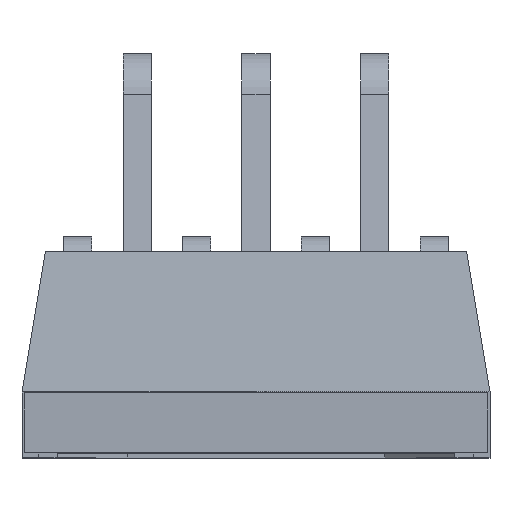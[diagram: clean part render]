
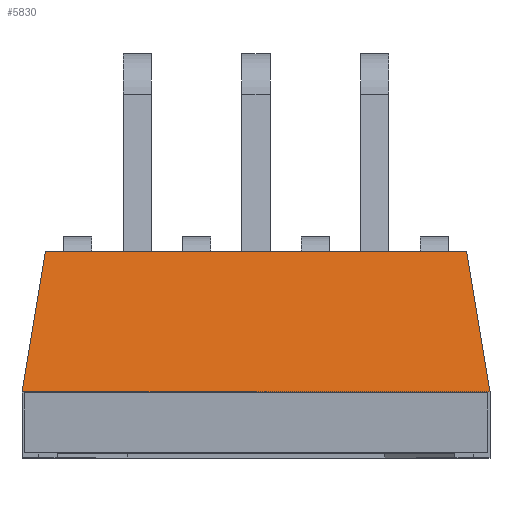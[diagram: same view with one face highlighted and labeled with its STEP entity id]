
A CAD part, top view. The second image highlights one B-rep face of the part: STEP entity #5830.
In plain terms, the highlighted planar face has unit normal (0, 0.164, 0.986).
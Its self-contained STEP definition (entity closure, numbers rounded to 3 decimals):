
#71 = ORIENTED_EDGE ( 'NONE', *, *, #96, .T. ) ;
#96 = EDGE_CURVE ( 'NONE', #2264, #919, #5831, .T. ) ;
#365 = DIRECTION ( 'NONE',  ( 1., 0., 0. ) ) ;
#416 = DIRECTION ( 'NONE',  ( 1., 0., 0. ) ) ;
#919 = VERTEX_POINT ( 'NONE', #8851 ) ;
#1466 = VECTOR ( 'NONE', #9693, 1000. ) ;
#1629 = ORIENTED_EDGE ( 'NONE', *, *, #7189, .F. ) ;
#1688 = DIRECTION ( 'NONE',  ( -0.162, -0.973, 0.162 ) ) ;
#2264 = VERTEX_POINT ( 'NONE', #2929 ) ;
#2454 = CARTESIAN_POINT ( 'NONE',  ( -5., 1.3, 6.55 ) ) ;
#2484 = CARTESIAN_POINT ( 'NONE',  ( -4.5, 4.3, 6.05 ) ) ;
#2502 = EDGE_LOOP ( 'NONE', ( #9019, #1629, #71, #5899 ) ) ;
#2680 = CARTESIAN_POINT ( 'NONE',  ( 5., 1.3, 6.55 ) ) ;
#2929 = CARTESIAN_POINT ( 'NONE',  ( -4.5, 4.3, 6.05 ) ) ;
#3361 = FACE_OUTER_BOUND ( 'NONE', #2502, .T. ) ;
#3401 = LINE ( 'NONE', #6445, #7526 ) ;
#3455 = LINE ( 'NONE', #7036, #8954 ) ;
#4052 = DIRECTION ( 'NONE',  ( 1., 0., 0. ) ) ;
#5548 = DIRECTION ( 'NONE',  ( 0., 0.164, 0.986 ) ) ;
#5830 = ADVANCED_FACE ( 'NONE', ( #3361 ), #9440, .T. ) ;
#5831 = LINE ( 'NONE', #2484, #6946 ) ;
#5850 = LINE ( 'NONE', #8892, #1466 ) ;
#5899 = ORIENTED_EDGE ( 'NONE', *, *, #7257, .T. ) ;
#6445 = CARTESIAN_POINT ( 'NONE',  ( -4.5, 4.3, 6.05 ) ) ;
#6877 = AXIS2_PLACEMENT_3D ( 'NONE', #2454, #5548, #4052 ) ;
#6946 = VECTOR ( 'NONE', #1688, 1000. ) ;
#7036 = CARTESIAN_POINT ( 'NONE',  ( 0., 1.3, 6.55 ) ) ;
#7117 = VERTEX_POINT ( 'NONE', #8443 ) ;
#7189 = EDGE_CURVE ( 'NONE', #2264, #7117, #3401, .T. ) ;
#7257 = EDGE_CURVE ( 'NONE', #919, #7981, #3455, .T. ) ;
#7526 = VECTOR ( 'NONE', #416, 1000. ) ;
#7981 = VERTEX_POINT ( 'NONE', #2680 ) ;
#8425 = EDGE_CURVE ( 'NONE', #7117, #7981, #5850, .T. ) ;
#8443 = CARTESIAN_POINT ( 'NONE',  ( 4.5, 4.3, 6.05 ) ) ;
#8851 = CARTESIAN_POINT ( 'NONE',  ( -5., 1.3, 6.55 ) ) ;
#8892 = CARTESIAN_POINT ( 'NONE',  ( 4.5, 4.3, 6.05 ) ) ;
#8954 = VECTOR ( 'NONE', #365, 1000. ) ;
#9019 = ORIENTED_EDGE ( 'NONE', *, *, #8425, .F. ) ;
#9440 = PLANE ( 'NONE',  #6877 ) ;
#9693 = DIRECTION ( 'NONE',  ( 0.162, -0.973, 0.162 ) ) ;
